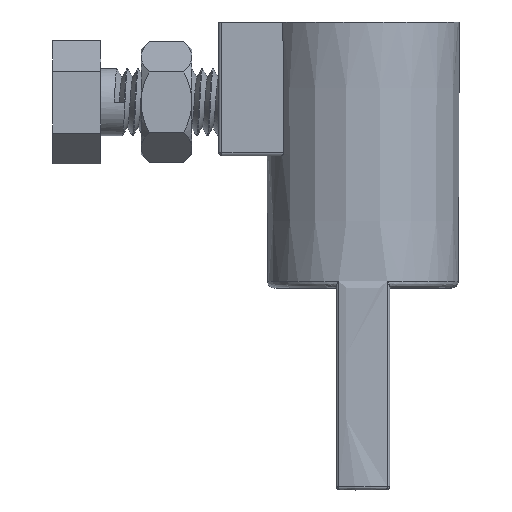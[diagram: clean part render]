
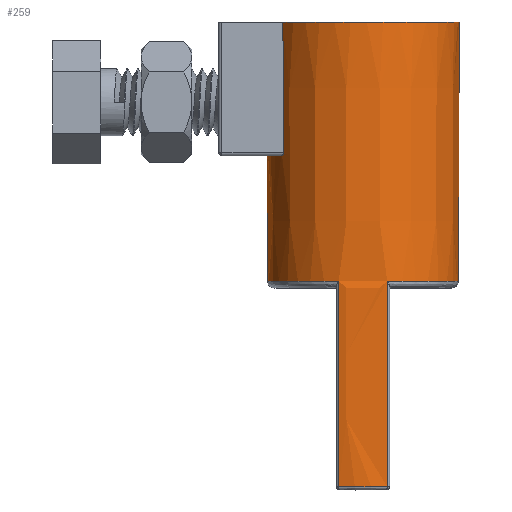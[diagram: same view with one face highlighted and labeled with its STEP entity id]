
A CAD part, front view. The second image highlights one B-rep face of the part: STEP entity #259.
In plain terms, the highlighted conical face has half-angle 0.2 degrees and reference radius 7.2 mm.
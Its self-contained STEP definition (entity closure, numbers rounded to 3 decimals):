
#13 = CARTESIAN_POINT ( 'NONE',  ( 0., 0., -19.402 ) ) ;
#81 = DIRECTION ( 'NONE',  ( 1., 0., 0. ) ) ;
#103 = ORIENTED_EDGE ( 'NONE', *, *, #4571, .T. ) ;
#225 = EDGE_CURVE ( 'NONE', #3025, #1532, #1192, .T. ) ;
#259 = ADVANCED_FACE ( 'NONE', ( #3669 ), #1592, .T. ) ;
#356 = ORIENTED_EDGE ( 'NONE', *, *, #1536, .T. ) ;
#482 = CARTESIAN_POINT ( 'NONE',  ( 0., 0., 0. ) ) ;
#501 = EDGE_CURVE ( 'NONE', #5063, #2187, #4263, .T. ) ;
#512 = CARTESIAN_POINT ( 'NONE',  ( 1.814, -6.842, -34.751 ) ) ;
#574 = CARTESIAN_POINT ( 'NONE',  ( 0., 0., 0. ) ) ;
#718 = DIRECTION ( 'NONE',  ( 0., 0., 1. ) ) ;
#723 = CARTESIAN_POINT ( 'NONE',  ( -5.959, -4., -6.5 ) ) ;
#729 = CARTESIAN_POINT ( 'NONE',  ( -7.132, 0., -19.402 ) ) ;
#874 = VERTEX_POINT ( 'NONE', #2560 ) ;
#982 = CARTESIAN_POINT ( 'NONE',  ( 0., 0., -34.751 ) ) ;
#1002 = CARTESIAN_POINT ( 'NONE',  ( 1.814, -6.898, -19.402 ) ) ;
#1160 = DIRECTION ( 'NONE',  ( 0., 0., 1. ) ) ;
#1192 = LINE ( 'NONE', #5665, #5761 ) ;
#1207 = CARTESIAN_POINT ( 'NONE',  ( -5.946, -4., -9.75 ) ) ;
#1336 = VERTEX_POINT ( 'NONE', #4620 ) ;
#1532 = VERTEX_POINT ( 'NONE', #6197 ) ;
#1536 = EDGE_CURVE ( 'NONE', #3092, #1532, #4925, .T. ) ;
#1562 = DIRECTION ( 'NONE',  ( 0., 0., -1. ) ) ;
#1584 = DIRECTION ( 'NONE',  ( 1., 0., 0. ) ) ;
#1592 = CONICAL_SURFACE ( 'NONE', #2009, 7.2, 0.003 ) ;
#1732 = CARTESIAN_POINT ( 'NONE',  ( 0., 0., -10. ) ) ;
#1822 = CARTESIAN_POINT ( 'NONE',  ( -1.814, -6.879, -24.518 ) ) ;
#1839 = CARTESIAN_POINT ( 'NONE',  ( 1.814, -6.842, -34.751 ) ) ;
#1975 = ORIENTED_EDGE ( 'NONE', *, *, #501, .T. ) ;
#2009 = AXIS2_PLACEMENT_3D ( 'NONE', #574, #1160, #1584 ) ;
#2031 = ORIENTED_EDGE ( 'NONE', *, *, #2219, .T. ) ;
#2043 = AXIS2_PLACEMENT_3D ( 'NONE', #13, #5923, #81 ) ;
#2049 = VERTEX_POINT ( 'NONE', #2153 ) ;
#2153 = CARTESIAN_POINT ( 'NONE',  ( -5.946, -4., -9.75 ) ) ;
#2187 = VERTEX_POINT ( 'NONE', #3802 ) ;
#2218 = CARTESIAN_POINT ( 'NONE',  ( -6.018, -3.894, -9.955 ) ) ;
#2219 = EDGE_CURVE ( 'NONE', #1336, #5063, #6381, .T. ) ;
#2224 = CARTESIAN_POINT ( 'NONE',  ( -5.973, -4., -3.25 ) ) ;
#2252 = CARTESIAN_POINT ( 'NONE',  ( -6.083, -3.787, -10. ) ) ;
#2313 = CARTESIAN_POINT ( 'NONE',  ( -6.029, -3.876, -9.966 ) ) ;
#2328 = AXIS2_PLACEMENT_3D ( 'NONE', #1732, #3719, #5230 ) ;
#2427 = ORIENTED_EDGE ( 'NONE', *, *, #5365, .T. ) ;
#2560 = CARTESIAN_POINT ( 'NONE',  ( -5.987, -4., 0. ) ) ;
#2579 = DIRECTION ( 'NONE',  ( 1., 0., 0. ) ) ;
#2591 = LINE ( 'NONE', #3506, #3027 ) ;
#2623 = DIRECTION ( 'NONE',  ( -0.003, 0., 1. ) ) ;
#2770 = CARTESIAN_POINT ( 'NONE',  ( -6.013, -3.902, -9.949 ) ) ;
#2960 = CARTESIAN_POINT ( 'NONE',  ( 1.814, -6.879, -24.518 ) ) ;
#3025 = VERTEX_POINT ( 'NONE', #729 ) ;
#3027 = VECTOR ( 'NONE', #5564, 1000. ) ;
#3084 = CIRCLE ( 'NONE', #2043, 7.132 ) ;
#3092 = VERTEX_POINT ( 'NONE', #3144 ) ;
#3144 = CARTESIAN_POINT ( 'NONE',  ( -6.105, -3.75, -10. ) ) ;
#3239 = EDGE_CURVE ( 'NONE', #2187, #3293, #3958, .T. ) ;
#3256 = CARTESIAN_POINT ( 'NONE',  ( -6.008, -3.91, -9.942 ) ) ;
#3293 = VERTEX_POINT ( 'NONE', #3715 ) ;
#3324 = CARTESIAN_POINT ( 'NONE',  ( -1.814, -6.842, -34.751 ) ) ;
#3392 = CARTESIAN_POINT ( 'NONE',  ( -1.814, -6.861, -29.634 ) ) ;
#3395 = AXIS2_PLACEMENT_3D ( 'NONE', #482, #1562, #2579 ) ;
#3442 = AXIS2_PLACEMENT_3D ( 'NONE', #5255, #718, #6224 ) ;
#3448 = EDGE_CURVE ( 'NONE', #3293, #4504, #2591, .T. ) ;
#3506 = CARTESIAN_POINT ( 'NONE',  ( 7.2, 0., 0. ) ) ;
#3560 = VERTEX_POINT ( 'NONE', #5948 ) ;
#3669 = FACE_OUTER_BOUND ( 'NONE', #5343, .T. ) ;
#3715 = CARTESIAN_POINT ( 'NONE',  ( 7.132, 0., -19.402 ) ) ;
#3719 = DIRECTION ( 'NONE',  ( 0., 0., -1. ) ) ;
#3802 = CARTESIAN_POINT ( 'NONE',  ( 1.814, -6.898, -19.402 ) ) ;
#3936 = CARTESIAN_POINT ( 'NONE',  ( 1.814, -6.861, -29.634 ) ) ;
#3958 = CIRCLE ( 'NONE', #3442, 7.132 ) ;
#3996 = AXIS2_PLACEMENT_3D ( 'NONE', #982, #4832, #4929 ) ;
#4215 = EDGE_CURVE ( 'NONE', #3092, #2049, #5075, .T. ) ;
#4243 = CARTESIAN_POINT ( 'NONE',  ( -6.005, -3.915, -9.938 ) ) ;
#4263 = B_SPLINE_CURVE_WITH_KNOTS ( 'NONE', 3,
 ( #512, #3936, #2960, #1002 ),
 .UNSPECIFIED., .F., .F.,
 ( 4, 4 ),
 ( 0., 1. ),
 .UNSPECIFIED. ) ;
#4304 = CARTESIAN_POINT ( 'NONE',  ( -5.964, -3.978, -9.88 ) ) ;
#4337 = CIRCLE ( 'NONE', #3395, 7.2 ) ;
#4346 = CARTESIAN_POINT ( 'NONE',  ( -1.814, -6.898, -19.402 ) ) ;
#4368 = ORIENTED_EDGE ( 'NONE', *, *, #4215, .F. ) ;
#4504 = VERTEX_POINT ( 'NONE', #4826 ) ;
#4530 = ORIENTED_EDGE ( 'NONE', *, *, #225, .F. ) ;
#4571 = EDGE_CURVE ( 'NONE', #3560, #1336, #5004, .T. ) ;
#4620 = CARTESIAN_POINT ( 'NONE',  ( -1.814, -6.842, -34.751 ) ) ;
#4695 = CARTESIAN_POINT ( 'NONE',  ( -6.037, -3.863, -9.974 ) ) ;
#4729 = ORIENTED_EDGE ( 'NONE', *, *, #5698, .T. ) ;
#4826 = CARTESIAN_POINT ( 'NONE',  ( 7.2, 0., 0. ) ) ;
#4832 = DIRECTION ( 'NONE',  ( 0., 0., 1. ) ) ;
#4925 = CIRCLE ( 'NONE', #2328, 7.165 ) ;
#4929 = DIRECTION ( 'NONE',  ( 1., 0., 0. ) ) ;
#5004 = B_SPLINE_CURVE_WITH_KNOTS ( 'NONE', 3,
 ( #4346, #1822, #3392, #3324 ),
 .UNSPECIFIED., .F., .F.,
 ( 4, 4 ),
 ( 0., 1. ),
 .UNSPECIFIED. ) ;
#5063 = VERTEX_POINT ( 'NONE', #1839 ) ;
#5075 = B_SPLINE_CURVE_WITH_KNOTS ( 'NONE', 3,
 ( #5223, #2252, #5682, #4695, #2313, #2218, #2770, #3256, #4243, #5254, #4304, #6223, #1207 ),
 .UNSPECIFIED., .F., .F.,
 ( 4, 2, 2, 1, 2, 2, 4 ),
 ( 0., 0.25, 0.375, 0.438, 0.469, 0.5, 1. ),
 .UNSPECIFIED. ) ;
#5223 = CARTESIAN_POINT ( 'NONE',  ( -6.105, -3.75, -10. ) ) ;
#5229 = CARTESIAN_POINT ( 'NONE',  ( -5.987, -4., 0. ) ) ;
#5230 = DIRECTION ( 'NONE',  ( 1., 0., 0. ) ) ;
#5254 = CARTESIAN_POINT ( 'NONE',  ( -6.004, -3.916, -9.937 ) ) ;
#5255 = CARTESIAN_POINT ( 'NONE',  ( 0., 0., -19.402 ) ) ;
#5343 = EDGE_LOOP ( 'NONE', ( #4530, #6074, #103, #2031, #1975, #6231, #5938, #4729, #2427, #4368, #356 ) ) ;
#5365 = EDGE_CURVE ( 'NONE', #874, #2049, #6236, .T. ) ;
#5564 = DIRECTION ( 'NONE',  ( 0.003, 0., 1. ) ) ;
#5665 = CARTESIAN_POINT ( 'NONE',  ( -7.2, 0., 0. ) ) ;
#5682 = CARTESIAN_POINT ( 'NONE',  ( -6.063, -3.82, -9.992 ) ) ;
#5698 = EDGE_CURVE ( 'NONE', #4504, #874, #4337, .T. ) ;
#5761 = VECTOR ( 'NONE', #2623, 1000. ) ;
#5923 = DIRECTION ( 'NONE',  ( 0., 0., 1. ) ) ;
#5938 = ORIENTED_EDGE ( 'NONE', *, *, #3448, .T. ) ;
#5948 = CARTESIAN_POINT ( 'NONE',  ( -1.814, -6.898, -19.402 ) ) ;
#6074 = ORIENTED_EDGE ( 'NONE', *, *, #6124, .T. ) ;
#6102 = CARTESIAN_POINT ( 'NONE',  ( -5.946, -4., -9.75 ) ) ;
#6124 = EDGE_CURVE ( 'NONE', #3025, #3560, #3084, .T. ) ;
#6197 = CARTESIAN_POINT ( 'NONE',  ( -7.165, 0., -10. ) ) ;
#6223 = CARTESIAN_POINT ( 'NONE',  ( -5.945, -4., -9.808 ) ) ;
#6224 = DIRECTION ( 'NONE',  ( 1., 0., 0. ) ) ;
#6231 = ORIENTED_EDGE ( 'NONE', *, *, #3239, .T. ) ;
#6236 = B_SPLINE_CURVE_WITH_KNOTS ( 'NONE', 3,
 ( #5229, #2224, #723, #6102 ),
 .UNSPECIFIED., .F., .F.,
 ( 4, 4 ),
 ( 0., 0.01 ),
 .UNSPECIFIED. ) ;
#6381 = CIRCLE ( 'NONE', #3996, 7.079 ) ;
